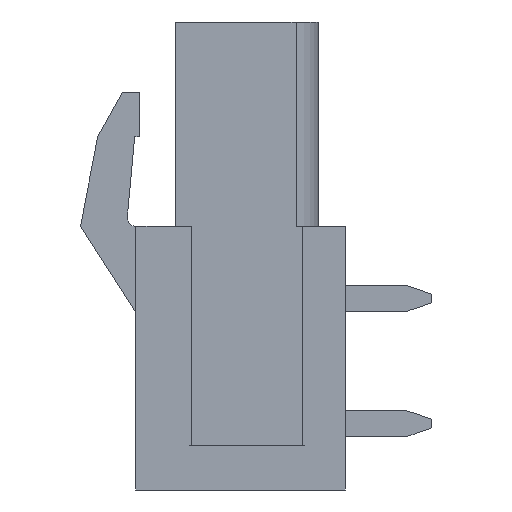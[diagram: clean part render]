
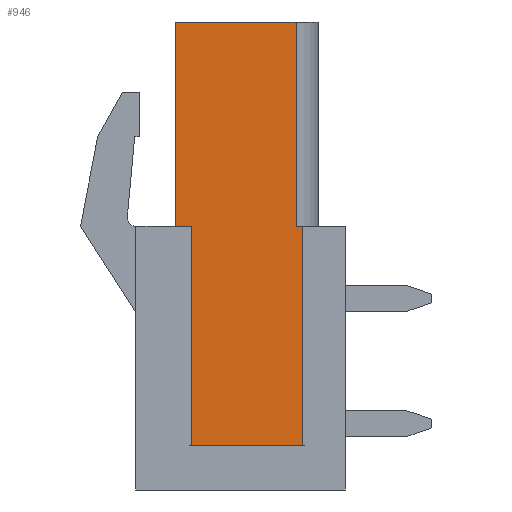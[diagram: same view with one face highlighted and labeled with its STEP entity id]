
A CAD part, left-side view. The second image highlights one B-rep face of the part: STEP entity #946.
In plain terms, the highlighted planar face has unit normal (-1, 0, 0).
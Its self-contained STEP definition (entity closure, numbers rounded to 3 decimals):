
#946 = ADVANCED_FACE( '', ( #2068 ), #2069, .T. );
#2068 = FACE_OUTER_BOUND( '', #3379, .T. );
#2069 = PLANE( '', #3380 );
#3379 = EDGE_LOOP( '', ( #6059, #6060, #6061, #6062, #6063, #6064, #6065 ) );
#3380 = AXIS2_PLACEMENT_3D( '', #6066, #6067, #6068 );
#6059 = ORIENTED_EDGE( '', *, *, #8800, .T. );
#6060 = ORIENTED_EDGE( '', *, *, #9136, .T. );
#6061 = ORIENTED_EDGE( '', *, *, #8628, .T. );
#6062 = ORIENTED_EDGE( '', *, *, #8993, .T. );
#6063 = ORIENTED_EDGE( '', *, *, #8407, .T. );
#6064 = ORIENTED_EDGE( '', *, *, #8931, .F. );
#6065 = ORIENTED_EDGE( '', *, *, #9137, .F. );
#6066 = CARTESIAN_POINT( '', ( -18.1, 0., 0. ) );
#6067 = DIRECTION( '', ( -1., 0., 0. ) );
#6068 = DIRECTION( '', ( 0., 0., 1. ) );
#8407 = EDGE_CURVE( '', #10273, #10270, #10274, .T. );
#8628 = EDGE_CURVE( '', #10637, #10635, #10638, .T. );
#8800 = EDGE_CURVE( '', #10912, #10910, #10913, .T. );
#8931 = EDGE_CURVE( '', #11108, #10270, #11111, .T. );
#8993 = EDGE_CURVE( '', #10635, #10273, #11206, .T. );
#9136 = EDGE_CURVE( '', #10910, #10637, #11403, .T. );
#9137 = EDGE_CURVE( '', #10912, #11108, #11404, .T. );
#10270 = VERTEX_POINT( '', #12905 );
#10273 = VERTEX_POINT( '', #12909 );
#10274 = LINE( '', #12910, #12911 );
#10635 = VERTEX_POINT( '', #13479 );
#10637 = VERTEX_POINT( '', #13482 );
#10638 = LINE( '', #13483, #13484 );
#10910 = VERTEX_POINT( '', #13879 );
#10912 = VERTEX_POINT( '', #13882 );
#10913 = LINE( '', #13883, #13884 );
#11108 = VERTEX_POINT( '', #14167 );
#11111 = LINE( '', #14171, #14172 );
#11206 = LINE( '', #14314, #14315 );
#11403 = LINE( '', #14601, #14602 );
#11404 = LINE( '', #14603, #14604 );
#12905 = CARTESIAN_POINT( '', ( -18.1, 2.65, -8.9 ) );
#12909 = CARTESIAN_POINT( '', ( -18.1, 2.65, 0. ) );
#12910 = CARTESIAN_POINT( '', ( -18.1, 2.65, 0. ) );
#12911 = VECTOR( '', #15844, 1000. );
#13479 = CARTESIAN_POINT( '', ( -18.1, 2.65, 8.3 ) );
#13482 = CARTESIAN_POINT( '', ( -18.1, -2.25, 8.3 ) );
#13483 = CARTESIAN_POINT( '', ( -18.1, -3.15, 8.3 ) );
#13484 = VECTOR( '', #16043, 1000. );
#13879 = CARTESIAN_POINT( '', ( -18.1, -2.25, 0. ) );
#13882 = CARTESIAN_POINT( '', ( -18.1, -3.15, 0. ) );
#13883 = CARTESIAN_POINT( '', ( -18.1, 0., 0. ) );
#13884 = VECTOR( '', #16217, 1000. );
#14167 = CARTESIAN_POINT( '', ( -18.1, -3.15, -8.9 ) );
#14171 = CARTESIAN_POINT( '', ( -18.1, -4.25, -8.9 ) );
#14172 = VECTOR( '', #16343, 1000. );
#14314 = CARTESIAN_POINT( '', ( -18.1, 2.65, 8.3 ) );
#14315 = VECTOR( '', #16412, 1000. );
#14601 = CARTESIAN_POINT( '', ( -18.1, -2.25, 0. ) );
#14602 = VECTOR( '', #16541, 1000. );
#14603 = CARTESIAN_POINT( '', ( -18.1, -3.15, 0. ) );
#14604 = VECTOR( '', #16542, 1000. );
#15844 = DIRECTION( '', ( 0., 0., -1. ) );
#16043 = DIRECTION( '', ( 0., 1., 0. ) );
#16217 = DIRECTION( '', ( 0., 1., 0. ) );
#16343 = DIRECTION( '', ( 0., 1., 0. ) );
#16412 = DIRECTION( '', ( 0., 0., -1. ) );
#16541 = DIRECTION( '', ( 0., 0., 1. ) );
#16542 = DIRECTION( '', ( 0., 0., -1. ) );
